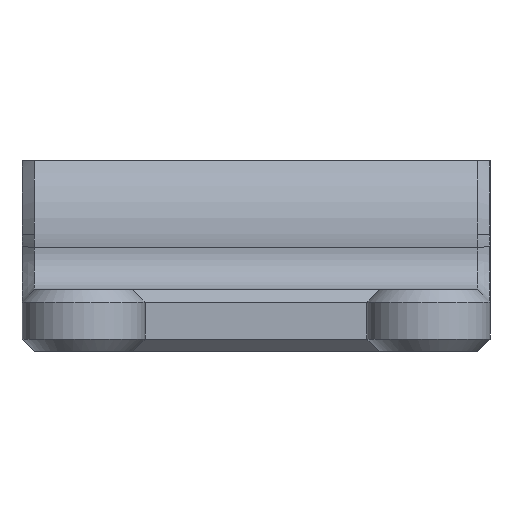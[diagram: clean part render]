
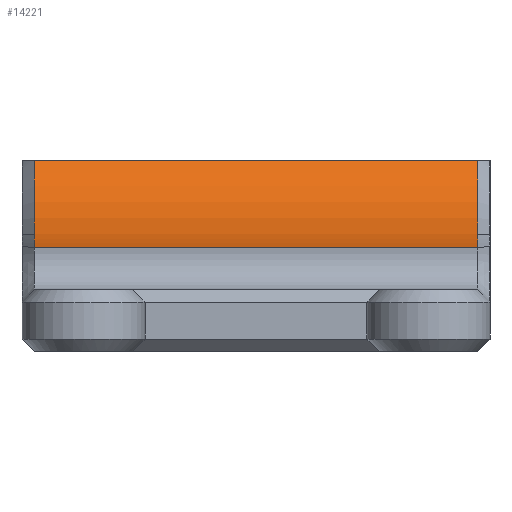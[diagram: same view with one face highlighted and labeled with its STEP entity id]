
A CAD part, left-side view. The second image highlights one B-rep face of the part: STEP entity #14221.
In plain terms, the highlighted cylindrical face has radius 8 mm (diameter 16 mm), a partial arc.
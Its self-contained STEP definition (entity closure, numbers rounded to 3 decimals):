
#7746 = CONICAL_SURFACE('',#7747,8.,0.785);
#7747 = AXIS2_PLACEMENT_3D('',#7748,#7749,#7750);
#7748 = CARTESIAN_POINT('',(-28.,18.,9.5));
#7749 = DIRECTION('',(0.,-1.,0.));
#7750 = DIRECTION('',(-1.,0.,0.));
#7779 = CONICAL_SURFACE('',#7780,8.,0.785);
#7780 = AXIS2_PLACEMENT_3D('',#7781,#7782,#7783);
#7781 = CARTESIAN_POINT('',(-28.,18.,9.5));
#7782 = DIRECTION('',(0.,-1.,0.));
#7783 = DIRECTION('',(-0.661,0.,0.75));
#7807 = PLANE('',#7808);
#7808 = AXIS2_PLACEMENT_3D('',#7809,#7810,#7811);
#7809 = CARTESIAN_POINT('',(-21.,-19.,15.5));
#7810 = DIRECTION('',(0.,0.,-1.));
#7811 = DIRECTION('',(0.,-1.,0.));
#10140 = CONICAL_SURFACE('',#10141,8.,0.785);
#10141 = AXIS2_PLACEMENT_3D('',#10142,#10143,#10144);
#10142 = CARTESIAN_POINT('',(-28.,-18.,9.5));
#10143 = DIRECTION('',(0.,1.,0.));
#10144 = DIRECTION('',(-1.,0.,0.));
#10173 = CONICAL_SURFACE('',#10174,8.,0.785);
#10174 = AXIS2_PLACEMENT_3D('',#10175,#10176,#10177);
#10175 = CARTESIAN_POINT('',(-28.,-18.,9.5));
#10176 = DIRECTION('',(0.,1.,0.));
#10177 = DIRECTION('',(-0.991,0.,
    -0.136));
#11449 = VERTEX_POINT('',#11450);
#11450 = CARTESIAN_POINT('',(-35.925,18.,8.409));
#11486 = CYLINDRICAL_SURFACE('',#11487,3.);
#11487 = AXIS2_PLACEMENT_3D('',#11488,#11489,#11490);
#11488 = CARTESIAN_POINT('',(-38.897,-19.,8.));
#11489 = DIRECTION('',(0.,1.,0.));
#11490 = DIRECTION('',(0.991,0.,0.136)
  );
#11502 = VERTEX_POINT('',#11503);
#11503 = CARTESIAN_POINT('',(-36.,18.,9.5));
#11524 = EDGE_CURVE('',#11502,#11449,#11525,.T.);
#11525 = SURFACE_CURVE('',#11526,(#11531,#11538),.PCURVE_S1.);
#11526 = CIRCLE('',#11527,8.);
#11527 = AXIS2_PLACEMENT_3D('',#11528,#11529,#11530);
#11528 = CARTESIAN_POINT('',(-28.,18.,9.5));
#11529 = DIRECTION('',(0.,-1.,0.));
#11530 = DIRECTION('',(-1.,0.,0.));
#11531 = PCURVE('',#7746,#11532);
#11532 = DEFINITIONAL_REPRESENTATION('',(#11533),#11537);
#11533 = LINE('',#11534,#11535);
#11534 = CARTESIAN_POINT('',(0.,0.));
#11535 = VECTOR('',#11536,1.);
#11536 = DIRECTION('',(1.,0.));
#11537 = ( GEOMETRIC_REPRESENTATION_CONTEXT(2) 
PARAMETRIC_REPRESENTATION_CONTEXT() REPRESENTATION_CONTEXT('2D SPACE',''
  ) );
#11538 = PCURVE('',#11539,#11544);
#11539 = CYLINDRICAL_SURFACE('',#11540,8.);
#11540 = AXIS2_PLACEMENT_3D('',#11541,#11542,#11543);
#11541 = CARTESIAN_POINT('',(-28.,-19.,9.5));
#11542 = DIRECTION('',(0.,1.,0.));
#11543 = DIRECTION('',(-1.,-0.,-0.));
#11544 = DEFINITIONAL_REPRESENTATION('',(#11545),#11549);
#11545 = LINE('',#11546,#11547);
#11546 = CARTESIAN_POINT('',(-6.283,37.));
#11547 = VECTOR('',#11548,1.);
#11548 = DIRECTION('',(-1.,0.));
#11549 = ( GEOMETRIC_REPRESENTATION_CONTEXT(2) 
PARAMETRIC_REPRESENTATION_CONTEXT() REPRESENTATION_CONTEXT('2D SPACE',''
  ) );
#11555 = VERTEX_POINT('',#11556);
#11556 = CARTESIAN_POINT('',(-33.292,18.,15.5));
#11583 = EDGE_CURVE('',#11555,#11502,#11584,.T.);
#11584 = SURFACE_CURVE('',#11585,(#11590,#11597),.PCURVE_S1.);
#11585 = CIRCLE('',#11586,8.);
#11586 = AXIS2_PLACEMENT_3D('',#11587,#11588,#11589);
#11587 = CARTESIAN_POINT('',(-28.,18.,9.5));
#11588 = DIRECTION('',(0.,-1.,0.));
#11589 = DIRECTION('',(-0.661,0.,0.75));
#11590 = PCURVE('',#7779,#11591);
#11591 = DEFINITIONAL_REPRESENTATION('',(#11592),#11596);
#11592 = LINE('',#11593,#11594);
#11593 = CARTESIAN_POINT('',(0.,0.));
#11594 = VECTOR('',#11595,1.);
#11595 = DIRECTION('',(1.,0.));
#11596 = ( GEOMETRIC_REPRESENTATION_CONTEXT(2) 
PARAMETRIC_REPRESENTATION_CONTEXT() REPRESENTATION_CONTEXT('2D SPACE',''
  ) );
#11597 = PCURVE('',#11539,#11598);
#11598 = DEFINITIONAL_REPRESENTATION('',(#11599),#11603);
#11599 = LINE('',#11600,#11601);
#11600 = CARTESIAN_POINT('',(-5.435,37.));
#11601 = VECTOR('',#11602,1.);
#11602 = DIRECTION('',(-1.,0.));
#11603 = ( GEOMETRIC_REPRESENTATION_CONTEXT(2) 
PARAMETRIC_REPRESENTATION_CONTEXT() REPRESENTATION_CONTEXT('2D SPACE',''
  ) );
#11632 = EDGE_CURVE('',#11633,#11555,#11635,.T.);
#11633 = VERTEX_POINT('',#11634);
#11634 = CARTESIAN_POINT('',(-33.292,-18.,15.5));
#11635 = SURFACE_CURVE('',#11636,(#11640,#11647),.PCURVE_S1.);
#11636 = LINE('',#11637,#11638);
#11637 = CARTESIAN_POINT('',(-33.292,-19.,15.5));
#11638 = VECTOR('',#11639,1.);
#11639 = DIRECTION('',(0.,1.,0.));
#11640 = PCURVE('',#7807,#11641);
#11641 = DEFINITIONAL_REPRESENTATION('',(#11642),#11646);
#11642 = LINE('',#11643,#11644);
#11643 = CARTESIAN_POINT('',(-0.,12.292));
#11644 = VECTOR('',#11645,1.);
#11645 = DIRECTION('',(-1.,-0.));
#11646 = ( GEOMETRIC_REPRESENTATION_CONTEXT(2) 
PARAMETRIC_REPRESENTATION_CONTEXT() REPRESENTATION_CONTEXT('2D SPACE',''
  ) );
#11647 = PCURVE('',#11539,#11648);
#11648 = DEFINITIONAL_REPRESENTATION('',(#11649),#11653);
#11649 = LINE('',#11650,#11651);
#11650 = CARTESIAN_POINT('',(-5.435,0.));
#11651 = VECTOR('',#11652,1.);
#11652 = DIRECTION('',(-0.,1.));
#11653 = ( GEOMETRIC_REPRESENTATION_CONTEXT(2) 
PARAMETRIC_REPRESENTATION_CONTEXT() REPRESENTATION_CONTEXT('2D SPACE',''
  ) );
#12969 = VERTEX_POINT('',#12970);
#12970 = CARTESIAN_POINT('',(-36.,-18.,9.5));
#12991 = EDGE_CURVE('',#12969,#11633,#12992,.T.);
#12992 = SURFACE_CURVE('',#12993,(#12998,#13005),.PCURVE_S1.);
#12993 = CIRCLE('',#12994,8.);
#12994 = AXIS2_PLACEMENT_3D('',#12995,#12996,#12997);
#12995 = CARTESIAN_POINT('',(-28.,-18.,9.5));
#12996 = DIRECTION('',(0.,1.,0.));
#12997 = DIRECTION('',(-1.,0.,0.));
#12998 = PCURVE('',#10140,#12999);
#12999 = DEFINITIONAL_REPRESENTATION('',(#13000),#13004);
#13000 = LINE('',#13001,#13002);
#13001 = CARTESIAN_POINT('',(0.,0.));
#13002 = VECTOR('',#13003,1.);
#13003 = DIRECTION('',(1.,0.));
#13004 = ( GEOMETRIC_REPRESENTATION_CONTEXT(2) 
PARAMETRIC_REPRESENTATION_CONTEXT() REPRESENTATION_CONTEXT('2D SPACE',''
  ) );
#13005 = PCURVE('',#11539,#13006);
#13006 = DEFINITIONAL_REPRESENTATION('',(#13007),#13011);
#13007 = LINE('',#13008,#13009);
#13008 = CARTESIAN_POINT('',(-6.283,1.));
#13009 = VECTOR('',#13010,1.);
#13010 = DIRECTION('',(1.,-0.));
#13011 = ( GEOMETRIC_REPRESENTATION_CONTEXT(2) 
PARAMETRIC_REPRESENTATION_CONTEXT() REPRESENTATION_CONTEXT('2D SPACE',''
  ) );
#13017 = VERTEX_POINT('',#13018);
#13018 = CARTESIAN_POINT('',(-35.925,-18.,8.409));
#13039 = EDGE_CURVE('',#13017,#12969,#13040,.T.);
#13040 = SURFACE_CURVE('',#13041,(#13046,#13053),.PCURVE_S1.);
#13041 = CIRCLE('',#13042,8.);
#13042 = AXIS2_PLACEMENT_3D('',#13043,#13044,#13045);
#13043 = CARTESIAN_POINT('',(-28.,-18.,9.5));
#13044 = DIRECTION('',(0.,1.,0.));
#13045 = DIRECTION('',(-0.991,0.,
    -0.136));
#13046 = PCURVE('',#10173,#13047);
#13047 = DEFINITIONAL_REPRESENTATION('',(#13048),#13052);
#13048 = LINE('',#13049,#13050);
#13049 = CARTESIAN_POINT('',(0.,0.));
#13050 = VECTOR('',#13051,1.);
#13051 = DIRECTION('',(1.,0.));
#13052 = ( GEOMETRIC_REPRESENTATION_CONTEXT(2) 
PARAMETRIC_REPRESENTATION_CONTEXT() REPRESENTATION_CONTEXT('2D SPACE',''
  ) );
#13053 = PCURVE('',#11539,#13054);
#13054 = DEFINITIONAL_REPRESENTATION('',(#13055),#13059);
#13055 = LINE('',#13056,#13057);
#13056 = CARTESIAN_POINT('',(-6.42,1.));
#13057 = VECTOR('',#13058,1.);
#13058 = DIRECTION('',(1.,-0.));
#13059 = ( GEOMETRIC_REPRESENTATION_CONTEXT(2) 
PARAMETRIC_REPRESENTATION_CONTEXT() REPRESENTATION_CONTEXT('2D SPACE',''
  ) );
#14200 = EDGE_CURVE('',#13017,#11449,#14201,.T.);
#14201 = SURFACE_CURVE('',#14202,(#14206,#14213),.PCURVE_S1.);
#14202 = LINE('',#14203,#14204);
#14203 = CARTESIAN_POINT('',(-35.925,-19.,8.409));
#14204 = VECTOR('',#14205,1.);
#14205 = DIRECTION('',(0.,1.,0.));
#14206 = PCURVE('',#11486,#14207);
#14207 = DEFINITIONAL_REPRESENTATION('',(#14208),#14212);
#14208 = LINE('',#14209,#14210);
#14209 = CARTESIAN_POINT('',(0.,0.));
#14210 = VECTOR('',#14211,1.);
#14211 = DIRECTION('',(0.,1.));
#14212 = ( GEOMETRIC_REPRESENTATION_CONTEXT(2) 
PARAMETRIC_REPRESENTATION_CONTEXT() REPRESENTATION_CONTEXT('2D SPACE',''
  ) );
#14213 = PCURVE('',#11539,#14214);
#14214 = DEFINITIONAL_REPRESENTATION('',(#14215),#14219);
#14215 = LINE('',#14216,#14217);
#14216 = CARTESIAN_POINT('',(-6.42,0.));
#14217 = VECTOR('',#14218,1.);
#14218 = DIRECTION('',(-0.,1.));
#14219 = ( GEOMETRIC_REPRESENTATION_CONTEXT(2) 
PARAMETRIC_REPRESENTATION_CONTEXT() REPRESENTATION_CONTEXT('2D SPACE',''
  ) );
#14221 = ADVANCED_FACE('',(#14222),#11539,.T.);
#14222 = FACE_BOUND('',#14223,.F.);
#14223 = EDGE_LOOP('',(#14224,#14225,#14226,#14227,#14228,#14229));
#14224 = ORIENTED_EDGE('',*,*,#14200,.T.);
#14225 = ORIENTED_EDGE('',*,*,#11524,.F.);
#14226 = ORIENTED_EDGE('',*,*,#11583,.F.);
#14227 = ORIENTED_EDGE('',*,*,#11632,.F.);
#14228 = ORIENTED_EDGE('',*,*,#12991,.F.);
#14229 = ORIENTED_EDGE('',*,*,#13039,.F.);
